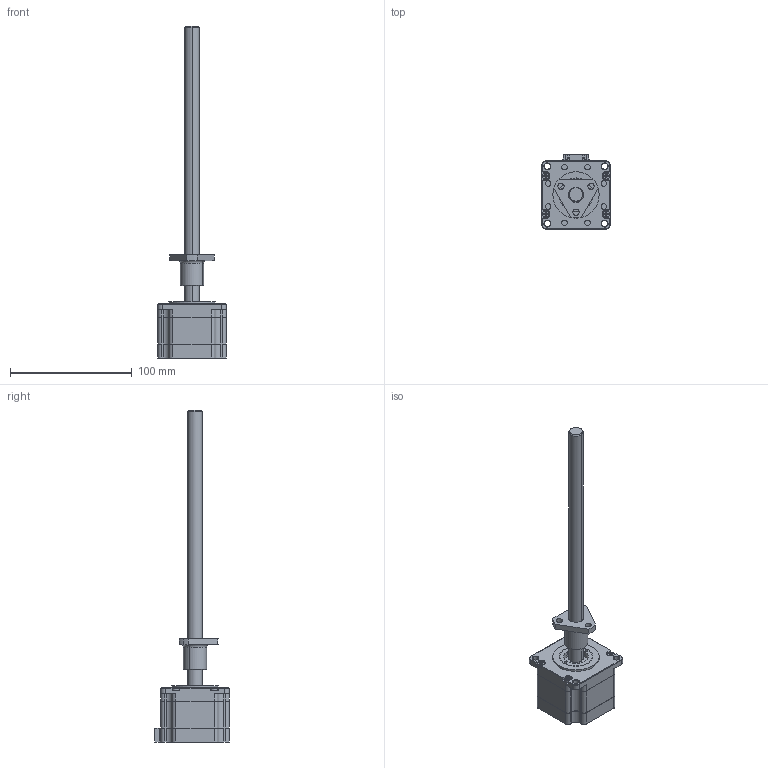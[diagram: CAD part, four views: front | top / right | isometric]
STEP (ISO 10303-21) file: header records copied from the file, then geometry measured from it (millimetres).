
FILE_DESCRIPTION (( 'STEP AP214' ), '1' );
FILE_NAME ('STP-LE23-1G09ANN.STEP', '2020-08-25T22:36:33', ( '' ), ( '' ), 'SwSTEP 2.0', 'SolidWorks 2017', '' );
FILE_SCHEMA (( 'AUTOMOTIVE_DESIGN' ));
Length unit declared in the file: millimetre
Products named in the file (3): STP-LE23-1G09ANN_2; STP-LE23-1G09ANN_1; STP-LE23-1G09ANN
Assembly tree (2 placements, depth 2):
  STP-LE23-1G09ANN
    STP-LE23-1G09ANN_1
    STP-LE23-1G09ANN_2
Bounding box: 56.2 x 61.22 x 273.1 mm (x, y, z)
Volume: 132789.1 mm3; surface area: 53025 mm2
Topology: 8 solids, 8 shells, 712 faces, 1779 edges, 1125 vertices
Faces by surface type: plane 282, cylinder 199, cone 119, bspline 96, torus 16
Entity records: 24447 total; most frequent: CARTESIAN_POINT 7618, ORIENTED_EDGE 3558, DIRECTION 3311, EDGE_CURVE 1779, AXIS2_PLACEMENT_3D 1218, VERTEX_POINT 1125, LINE 875, VECTOR 875
